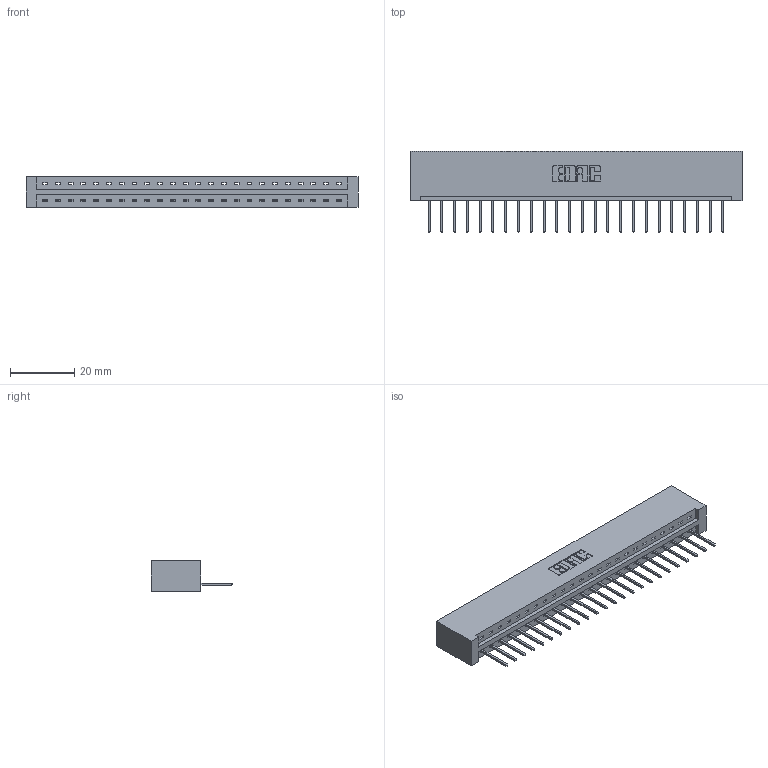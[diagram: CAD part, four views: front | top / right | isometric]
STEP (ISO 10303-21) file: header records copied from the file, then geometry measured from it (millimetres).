
FILE_DESCRIPTION (( 'STEP AP203' ), '1' );
FILE_NAME ('337-024-523-101.STEP', '2018-08-05T18:58:42', ( '' ), ( '' ), 'SwSTEP 2.0', 'SolidWorks 2016', '' );
FILE_SCHEMA (( 'CONFIG_CONTROL_DESIGN' ));
Length unit declared in the file: inch
Products named in the file (3): 337 Part_No Mounting Lugs; 345-292-001_345-293-123; 337-024-523-101
Assembly tree (25 placements, depth 2):
  337-024-523-101
    337 Part_No Mounting Lugs
    345-292-001_345-293-123  x24
Bounding box: 102.97 x 25.15 x 9.4 mm (x, y, z)
Volume: 11206.3 mm3; surface area: 11482.8 mm2
Topology: 25 solids, 25 shells, 1594 faces, 4799 edges, 3166 vertices
Faces by surface type: plane 1170, cylinder 424
Entity records: 19909 total; most frequent: CARTESIAN_POINT 3474, ORIENTED_EDGE 3434, DIRECTION 2953, EDGE_CURVE 1717, VECTOR 1597, LINE 1597, VERTEX_POINT 1142, AXIS2_PLACEMENT_3D 678
